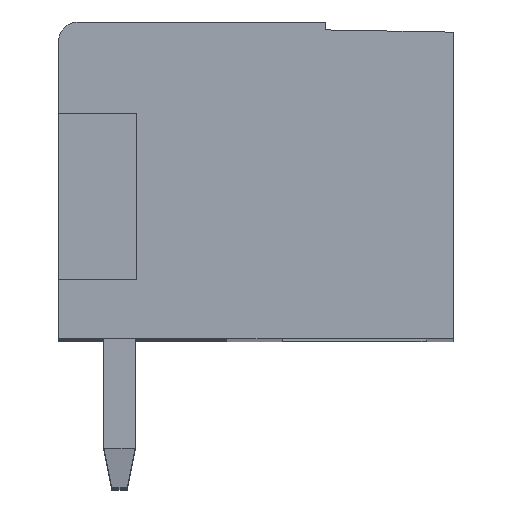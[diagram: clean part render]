
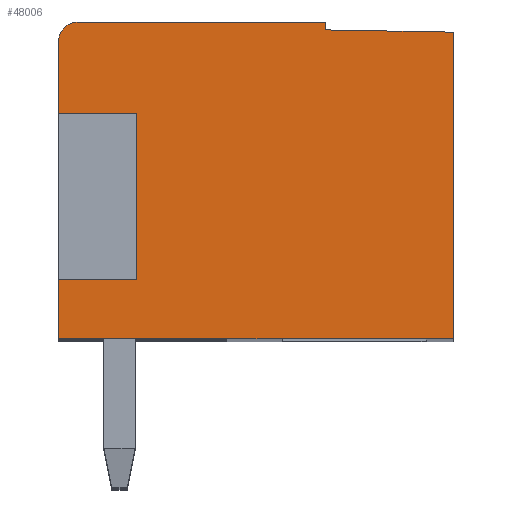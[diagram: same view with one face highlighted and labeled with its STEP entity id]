
A CAD part, top view. The second image highlights one B-rep face of the part: STEP entity #48006.
In plain terms, the highlighted planar face has unit normal (0, 0, 1).
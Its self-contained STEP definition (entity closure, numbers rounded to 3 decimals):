
#427=DIRECTION('',(-1.,0.,0.));
#428=VECTOR('',#427,6.326);
#429=CARTESIAN_POINT('',(-13.889,8.199,168.212));
#430=LINE('',#429,#428);
#17239=DIRECTION('',(0.,-1.,0.));
#17240=VECTOR('',#17239,7.84);
#17241=CARTESIAN_POINT('',(-10.615,7.94,
168.212));
#17242=LINE('',#17241,#17240);
#17243=DIRECTION('',(-1.,0.,0.));
#17244=VECTOR('',#17243,10.1);
#17245=CARTESIAN_POINT('',(-10.615,0.099,
168.212));
#17246=LINE('',#17245,#17244);
#17247=DIRECTION('',(0.,1.,0.));
#17248=VECTOR('',#17247,1.5);
#17249=CARTESIAN_POINT('',(-20.715,0.099,
168.212));
#17250=LINE('',#17249,#17248);
#17251=DIRECTION('',(1.,0.,0.));
#17252=VECTOR('',#17251,2.);
#17253=CARTESIAN_POINT('',(-20.715,1.599,
168.212));
#17254=LINE('',#17253,#17252);
#17255=DIRECTION('',(0.,1.,0.));
#17256=VECTOR('',#17255,1.85);
#17257=CARTESIAN_POINT('',(-20.715,5.849,
168.212));
#17258=LINE('',#17257,#17256);
#17259=CARTESIAN_POINT('',(-20.215,7.699,
168.212));
#17260=DIRECTION('',(0.,0.,-1.));
#17261=DIRECTION('',(-1.,0.,0.));
#17262=AXIS2_PLACEMENT_3D('',#17259,#17260,#17261);
#17264=DIRECTION('',(0.,-1.,0.));
#17265=VECTOR('',#17264,0.202);
#17266=CARTESIAN_POINT('',(-13.889,8.199,
168.212));
#17267=LINE('',#17266,#17265);
#17268=DIRECTION('',(1.,-0.017,0.));
#17269=VECTOR('',#17268,3.274);
#17270=CARTESIAN_POINT('',(-13.889,7.997,
168.212));
#17271=LINE('',#17270,#17269);
#17300=DIRECTION('',(1.,0.,0.));
#17301=VECTOR('',#17300,2.);
#17302=CARTESIAN_POINT('',(-20.715,5.849,
168.212));
#17303=LINE('',#17302,#17301);
#17308=DIRECTION('',(0.,-1.,0.));
#17309=VECTOR('',#17308,4.25);
#17310=CARTESIAN_POINT('',(-18.715,5.849,
168.212));
#17311=LINE('',#17310,#17309);
#17312=CARTESIAN_POINT('',(-10.615,7.94,
168.212));
#17313=CARTESIAN_POINT('',(-10.615,0.099,
168.212));
#17314=VERTEX_POINT('',#17312);
#17315=VERTEX_POINT('',#17313);
#17548=CARTESIAN_POINT('',(-20.715,5.849,
168.212));
#17549=CARTESIAN_POINT('',(-20.715,7.699,
168.212));
#17550=VERTEX_POINT('',#17548);
#17551=VERTEX_POINT('',#17549);
#17556=CARTESIAN_POINT('',(-20.715,1.599,
168.212));
#17557=VERTEX_POINT('',#17556);
#17558=CARTESIAN_POINT('',(-20.715,0.099,
168.212));
#17559=VERTEX_POINT('',#17558);
#17588=CARTESIAN_POINT('',(-20.215,8.199,
168.212));
#17589=VERTEX_POINT('',#17588);
#17590=CARTESIAN_POINT('',(-13.889,8.199,
168.212));
#17591=VERTEX_POINT('',#17590);
#17592=CARTESIAN_POINT('',(-13.889,7.997,
168.212));
#17593=VERTEX_POINT('',#17592);
#17594=CARTESIAN_POINT('',(-18.715,1.599,
168.212));
#17595=VERTEX_POINT('',#17594);
#17596=CARTESIAN_POINT('',(-18.715,5.849,
168.212));
#17597=VERTEX_POINT('',#17596);
#47985=CARTESIAN_POINT('',(-10.615,0.099,
168.212));
#47986=DIRECTION('',(0.,0.,-1.));
#47987=DIRECTION('',(0.,1.,0.));
#47988=AXIS2_PLACEMENT_3D('',#47985,#47986,#47987);
#47989=PLANE('',#47988);
#47990=ORIENTED_EDGE('',*,*,#22649,.T.);
#47991=ORIENTED_EDGE('',*,*,#24739,.T.);
#47992=ORIENTED_EDGE('',*,*,#23114,.T.);
#47994=ORIENTED_EDGE('',*,*,#47993,.T.);
#47996=ORIENTED_EDGE('',*,*,#47995,.F.);
#47998=ORIENTED_EDGE('',*,*,#47997,.F.);
#47999=ORIENTED_EDGE('',*,*,#23106,.T.);
#48000=ORIENTED_EDGE('',*,*,#23071,.T.);
#48001=ORIENTED_EDGE('',*,*,#23056,.F.);
#48002=ORIENTED_EDGE('',*,*,#23041,.T.);
#48003=ORIENTED_EDGE('',*,*,#23026,.T.);
#48004=EDGE_LOOP('',(#47990,#47991,#47992,#47994,#47996,#47998,#47999,#48000,
#48001,#48002,#48003));
#48005=FACE_OUTER_BOUND('',#48004,.F.);
#17263=CIRCLE('',#17262,0.5);
#22649=EDGE_CURVE('',#17314,#17315,#17242,.T.);
#23026=EDGE_CURVE('',#17593,#17314,#17271,.T.);
#23041=EDGE_CURVE('',#17591,#17593,#17267,.T.);
#23056=EDGE_CURVE('',#17591,#17589,#430,.T.);
#23071=EDGE_CURVE('',#17551,#17589,#17263,.T.);
#23106=EDGE_CURVE('',#17550,#17551,#17258,.T.);
#23114=EDGE_CURVE('',#17559,#17557,#17250,.T.);
#24739=EDGE_CURVE('',#17315,#17559,#17246,.T.);
#47993=EDGE_CURVE('',#17557,#17595,#17254,.T.);
#47995=EDGE_CURVE('',#17597,#17595,#17311,.T.);
#47997=EDGE_CURVE('',#17550,#17597,#17303,.T.);
#48006=ADVANCED_FACE('',(#48005),#47989,.F.);
